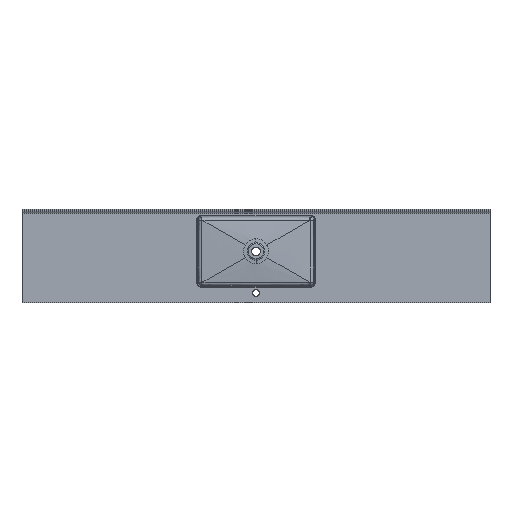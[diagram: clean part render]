
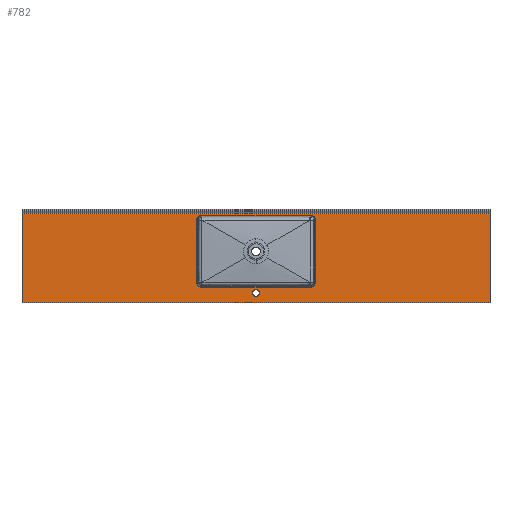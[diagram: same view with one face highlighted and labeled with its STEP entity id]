
A CAD part, front view. The second image highlights one B-rep face of the part: STEP entity #782.
In plain terms, the highlighted planar face has unit normal (0, -1, 0).
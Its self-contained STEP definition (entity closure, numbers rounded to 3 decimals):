
#21 = VERTEX_POINT ( 'NONE', #241 ) ;
#24 = ORIENTED_EDGE ( 'NONE', *, *, #2255, .T. ) ;
#52 = CARTESIAN_POINT ( 'NONE',  ( 316.132, -12., -169.163 ) ) ;
#55 = DIRECTION ( 'NONE',  ( 0., 0., -1. ) ) ;
#127 = EDGE_CURVE ( 'NONE', #3471, #2527, #2799, .T. ) ;
#233 = EDGE_CURVE ( 'NONE', #7569, #21, #4849, .T. ) ;
#241 = CARTESIAN_POINT ( 'NONE',  ( -294.163, -12., 191.132 ) ) ;
#294 = ORIENTED_EDGE ( 'NONE', *, *, #5988, .T. ) ;
#329 = ORIENTED_EDGE ( 'NONE', *, *, #6980, .T. ) ;
#431 = CARTESIAN_POINT ( 'NONE',  ( 0., -12., -223. ) ) ;
#471 = EDGE_LOOP ( 'NONE', ( #2167, #1271, #7858, #3343 ) ) ;
#504 = ORIENTED_EDGE ( 'NONE', *, *, #7033, .T. ) ;
#562 = CARTESIAN_POINT ( 'NONE',  ( 307.039, -12., 191.132 ) ) ;
#601 = EDGE_CURVE ( 'NONE', #648, #7569, #1930, .T. ) ;
#636 = LINE ( 'NONE', #6789, #1894 ) ;
#648 = VERTEX_POINT ( 'NONE', #1219 ) ;
#715 = CARTESIAN_POINT ( 'NONE',  ( 294.163, -12., -191.132 ) ) ;
#731 = CARTESIAN_POINT ( 'NONE',  ( -307.039, -12., -191.132 ) ) ;
#764 = CARTESIAN_POINT ( 'NONE',  ( 307.039, -12., -191.132 ) ) ;
#782 = ADVANCED_FACE ( 'NONE', ( #5530, #858, #5484 ), #7738, .T. ) ;
#858 = FACE_OUTER_BOUND ( 'NONE', #471, .T. ) ;
#914 = DIRECTION ( 'NONE',  ( -1., 0., 0. ) ) ;
#957 = CARTESIAN_POINT ( 'NONE',  ( -316.132, -12., 182.039 ) ) ;
#1018 = DIRECTION ( 'NONE',  ( 0., 0., -1. ) ) ;
#1219 = CARTESIAN_POINT ( 'NONE',  ( -316.132, -12., -169.163 ) ) ;
#1271 = ORIENTED_EDGE ( 'NONE', *, *, #127, .T. ) ;
#1315 = VERTEX_POINT ( 'NONE', #4792 ) ;
#1437 = VECTOR ( 'NONE', #7374, 1000. ) ;
#1539 = EDGE_CURVE ( 'NONE', #3471, #7728, #5784, .T. ) ;
#1894 = VECTOR ( 'NONE', #3364, 1000. ) ;
#1929 = CARTESIAN_POINT ( 'NONE',  ( 294.163, -12., -191.132 ) ) ;
#1930 = LINE ( 'NONE', #2697, #1437 ) ;
#2070 = DIRECTION ( 'NONE',  ( 0., -1., 0. ) ) ;
#2167 = ORIENTED_EDGE ( 'NONE', *, *, #1539, .F. ) ;
#2182 = VECTOR ( 'NONE', #8722, 1000. ) ;
#2255 = EDGE_CURVE ( 'NONE', #8805, #7427, #5031, .T. ) ;
#2422 = CARTESIAN_POINT ( 'NONE',  ( -1250., -12., 202.016 ) ) ;
#2426 = CARTESIAN_POINT ( 'NONE',  ( -316.132, -12., -169.163 ) ) ;
#2442 = CIRCLE ( 'NONE', #7472, 17.5 ) ;
#2527 = VERTEX_POINT ( 'NONE', #2422 ) ;
#2620 = AXIS2_PLACEMENT_3D ( 'NONE', #431, #3164, #5910 ) ;
#2697 = CARTESIAN_POINT ( 'NONE',  ( -316.132, -12., 0. ) ) ;
#2732 = VECTOR ( 'NONE', #1018, 1000. ) ;
#2741 = ORIENTED_EDGE ( 'NONE', *, *, #601, .T. ) ;
#2797 = CARTESIAN_POINT ( 'NONE',  ( 0., -12., -205.5 ) ) ;
#2799 = LINE ( 'NONE', #6265, #4003 ) ;
#2964 = CARTESIAN_POINT ( 'NONE',  ( 316.132, -12., 169.163 ) ) ;
#3059 = CARTESIAN_POINT ( 'NONE',  ( -316.132, -12., 169.163 ) ) ;
#3164 = DIRECTION ( 'NONE',  ( 0., 1., 0. ) ) ;
#3173 = VECTOR ( 'NONE', #6363, 1000. ) ;
#3209 = CARTESIAN_POINT ( 'NONE',  ( 294.163, -12., 191.132 ) ) ;
#3234 = EDGE_CURVE ( 'NONE', #5807, #5227, #2442, .T. ) ;
#3343 = ORIENTED_EDGE ( 'NONE', *, *, #5380, .T. ) ;
#3364 = DIRECTION ( 'NONE',  ( -1., 0., 0. ) ) ;
#3471 = VERTEX_POINT ( 'NONE', #4796 ) ;
#3504 = CARTESIAN_POINT ( 'NONE',  ( 0., -12., 0. ) ) ;
#3814 = CARTESIAN_POINT ( 'NONE',  ( 0., -12., -223. ) ) ;
#3991 = VERTEX_POINT ( 'NONE', #2964 ) ;
#4003 = VECTOR ( 'NONE', #914, 1000. ) ;
#4077 = ORIENTED_EDGE ( 'NONE', *, *, #3234, .T. ) ;
#4218 = DIRECTION ( 'NONE',  ( 0., 0., -1. ) ) ;
#4249 = ORIENTED_EDGE ( 'NONE', *, *, #4447, .T. ) ;
#4288 = EDGE_LOOP ( 'NONE', ( #4077, #329 ) ) ;
#4367 = VERTEX_POINT ( 'NONE', #5346 ) ;
#4447 = EDGE_CURVE ( 'NONE', #3991, #8805, #5480, .T. ) ;
#4616 = VECTOR ( 'NONE', #8781, 1000. ) ;
#4792 = CARTESIAN_POINT ( 'NONE',  ( -1250., -12., -275. ) ) ;
#4796 = CARTESIAN_POINT ( 'NONE',  ( 1250., -12., 202.016 ) ) ;
#4815 = CARTESIAN_POINT ( 'NONE',  ( -294.163, -12., -191.132 ) ) ;
#4846 = CARTESIAN_POINT ( 'NONE',  ( 316.132, -12., -169.411 ) ) ;
#4849 =( BOUNDED_CURVE ( )  B_SPLINE_CURVE ( 3, ( #3059, #957, #8547, #8504 ),
 .UNSPECIFIED., .F., .F. ) 
 B_SPLINE_CURVE_WITH_KNOTS ( ( 4, 4 ),
 ( 2.358, 3.926 ),
 .UNSPECIFIED. ) 
 CURVE ( )  GEOMETRIC_REPRESENTATION_ITEM ( )  RATIONAL_B_SPLINE_CURVE ( ( 1., 0.805, 0.805, 1. ) ) 
 REPRESENTATION_ITEM ( '' )  );
#4885 = EDGE_CURVE ( 'NONE', #1315, #2527, #7673, .T. ) ;
#5031 =( BOUNDED_CURVE ( )  B_SPLINE_CURVE ( 3, ( #52, #8355, #764, #715 ),
 .UNSPECIFIED., .F., .F. ) 
 B_SPLINE_CURVE_WITH_KNOTS ( ( 4, 4 ),
 ( 2.358, 3.926 ),
 .UNSPECIFIED. ) 
 CURVE ( )  GEOMETRIC_REPRESENTATION_ITEM ( )  RATIONAL_B_SPLINE_CURVE ( ( 1., 0.805, 0.805, 1. ) ) 
 REPRESENTATION_ITEM ( '' )  );
#5037 = ORIENTED_EDGE ( 'NONE', *, *, #7470, .T. ) ;
#5041 = VECTOR ( 'NONE', #55, 1000. ) ;
#5119 = CARTESIAN_POINT ( 'NONE',  ( 1250., -12., -275. ) ) ;
#5148 = CARTESIAN_POINT ( 'NONE',  ( 316.132, -12., 169.163 ) ) ;
#5227 = VERTEX_POINT ( 'NONE', #5898 ) ;
#5318 =( BOUNDED_CURVE ( )  B_SPLINE_CURVE ( 3, ( #3209, #562, #6045, #5148 ),
 .UNSPECIFIED., .F., .T. ) 
 B_SPLINE_CURVE_WITH_KNOTS ( ( 4, 4 ),
 ( 2.358, 3.926 ),
 .UNSPECIFIED. ) 
 CURVE ( )  GEOMETRIC_REPRESENTATION_ITEM ( )  RATIONAL_B_SPLINE_CURVE ( ( 1., 0.805, 0.805, 1. ) ) 
 REPRESENTATION_ITEM ( '' )  );
#5346 = CARTESIAN_POINT ( 'NONE',  ( 294.163, -12., 191.132 ) ) ;
#5380 = EDGE_CURVE ( 'NONE', #1315, #7728, #8061, .T. ) ;
#5480 = LINE ( 'NONE', #4846, #5041 ) ;
#5484 = FACE_BOUND ( 'NONE', #7459, .T. ) ;
#5530 = FACE_BOUND ( 'NONE', #4288, .T. ) ;
#5538 = CARTESIAN_POINT ( 'NONE',  ( -316.132, -12., -182.039 ) ) ;
#5679 = CARTESIAN_POINT ( 'NONE',  ( -1250., -12., 225. ) ) ;
#5784 = LINE ( 'NONE', #8524, #2732 ) ;
#5807 = VERTEX_POINT ( 'NONE', #2797 ) ;
#5898 = CARTESIAN_POINT ( 'NONE',  ( 0., -12., -240.5 ) ) ;
#5910 = DIRECTION ( 'NONE',  ( 0., 0., -1. ) ) ;
#5988 = EDGE_CURVE ( 'NONE', #6800, #648, #7852, .T. ) ;
#6045 = CARTESIAN_POINT ( 'NONE',  ( 316.132, -12., 182.039 ) ) ;
#6265 = CARTESIAN_POINT ( 'NONE',  ( -1250., -12., 202.016 ) ) ;
#6363 = DIRECTION ( 'NONE',  ( 0., 0., 1. ) ) ;
#6561 = DIRECTION ( 'NONE',  ( 0., 1., 0. ) ) ;
#6665 = CARTESIAN_POINT ( 'NONE',  ( -1250., -12., -275. ) ) ;
#6711 = ORIENTED_EDGE ( 'NONE', *, *, #6983, .T. ) ;
#6720 = CARTESIAN_POINT ( 'NONE',  ( 294.411, -12., 191.132 ) ) ;
#6765 = CARTESIAN_POINT ( 'NONE',  ( 316.132, -12., -169.163 ) ) ;
#6789 = CARTESIAN_POINT ( 'NONE',  ( 0., -12., -191.132 ) ) ;
#6800 = VERTEX_POINT ( 'NONE', #7178 ) ;
#6980 = EDGE_CURVE ( 'NONE', #5227, #5807, #7508, .T. ) ;
#6983 = EDGE_CURVE ( 'NONE', #4367, #3991, #5318, .T. ) ;
#7033 = EDGE_CURVE ( 'NONE', #21, #4367, #7393, .T. ) ;
#7046 = ORIENTED_EDGE ( 'NONE', *, *, #233, .T. ) ;
#7178 = CARTESIAN_POINT ( 'NONE',  ( -294.163, -12., -191.132 ) ) ;
#7374 = DIRECTION ( 'NONE',  ( 0., 0., 1. ) ) ;
#7393 = LINE ( 'NONE', #6720, #4616 ) ;
#7427 = VERTEX_POINT ( 'NONE', #1929 ) ;
#7459 = EDGE_LOOP ( 'NONE', ( #504, #6711, #4249, #24, #5037, #294, #2741, #7046 ) ) ;
#7470 = EDGE_CURVE ( 'NONE', #7427, #6800, #636, .T. ) ;
#7472 = AXIS2_PLACEMENT_3D ( 'NONE', #3814, #6561, #8622 ) ;
#7508 = CIRCLE ( 'NONE', #2620, 17.5 ) ;
#7569 = VERTEX_POINT ( 'NONE', #8144 ) ;
#7673 = LINE ( 'NONE', #5679, #3173 ) ;
#7728 = VERTEX_POINT ( 'NONE', #5119 ) ;
#7738 = PLANE ( 'NONE',  #8330 ) ;
#7852 =( BOUNDED_CURVE ( )  B_SPLINE_CURVE ( 3, ( #4815, #731, #5538, #2426 ),
 .UNSPECIFIED., .F., .T. ) 
 B_SPLINE_CURVE_WITH_KNOTS ( ( 4, 4 ),
 ( 2.358, 3.926 ),
 .UNSPECIFIED. ) 
 CURVE ( )  GEOMETRIC_REPRESENTATION_ITEM ( )  RATIONAL_B_SPLINE_CURVE ( ( 1., 0.805, 0.805, 1. ) ) 
 REPRESENTATION_ITEM ( '' )  );
#7858 = ORIENTED_EDGE ( 'NONE', *, *, #4885, .F. ) ;
#8061 = LINE ( 'NONE', #6665, #2182 ) ;
#8144 = CARTESIAN_POINT ( 'NONE',  ( -316.132, -12., 169.163 ) ) ;
#8330 = AXIS2_PLACEMENT_3D ( 'NONE', #3504, #2070, #4218 ) ;
#8355 = CARTESIAN_POINT ( 'NONE',  ( 316.132, -12., -182.039 ) ) ;
#8504 = CARTESIAN_POINT ( 'NONE',  ( -294.163, -12., 191.132 ) ) ;
#8524 = CARTESIAN_POINT ( 'NONE',  ( 1250., -12., 225. ) ) ;
#8547 = CARTESIAN_POINT ( 'NONE',  ( -307.039, -12., 191.132 ) ) ;
#8622 = DIRECTION ( 'NONE',  ( 0., 0., -1. ) ) ;
#8722 = DIRECTION ( 'NONE',  ( 1., 0., 0. ) ) ;
#8781 = DIRECTION ( 'NONE',  ( 1., 0., 0. ) ) ;
#8805 = VERTEX_POINT ( 'NONE', #6765 ) ;
